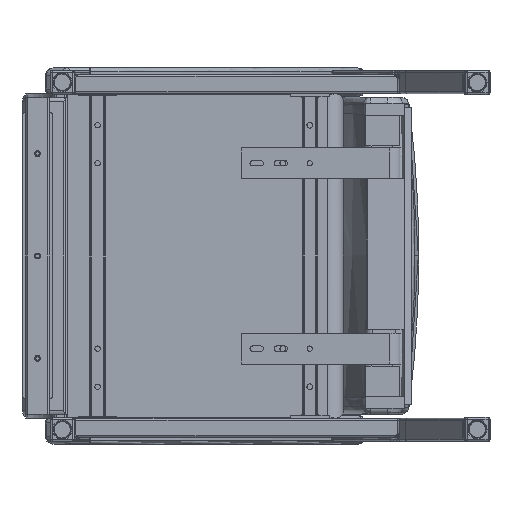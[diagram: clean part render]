
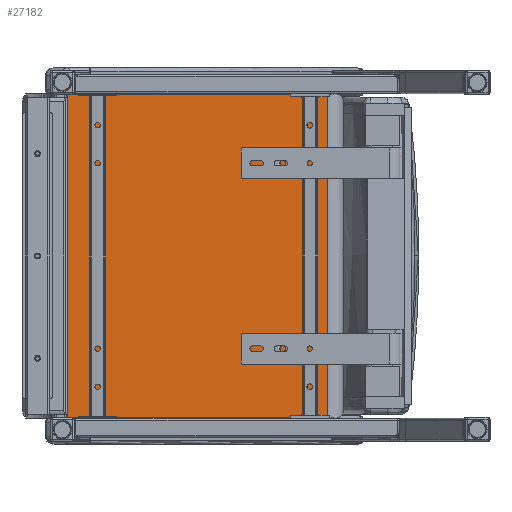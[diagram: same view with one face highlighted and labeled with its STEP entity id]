
A CAD part, front view. The second image highlights one B-rep face of the part: STEP entity #27182.
In plain terms, the highlighted planar face has unit normal (0, -1, 0).
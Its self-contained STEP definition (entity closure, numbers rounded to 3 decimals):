
#1473=PLANE('',#29674);
#4696=FACE_OUTER_BOUND('',#6610,.T.);
#6610=EDGE_LOOP('',(#21117,#21118,#21119,#21120));
#9196=LINE('',#56180,#10860);
#9212=LINE('',#56314,#10876);
#9218=LINE('',#56401,#10882);
#9219=LINE('',#56403,#10883);
#10860=VECTOR('',#33982,0.394);
#10876=VECTOR('',#34058,0.394);
#10882=VECTOR('',#34120,0.394);
#10883=VECTOR('',#34123,0.394);
#12949=VERTEX_POINT('',#56168);
#12950=VERTEX_POINT('',#56179);
#12974=VERTEX_POINT('',#56302);
#12975=VERTEX_POINT('',#56313);
#15789=EDGE_CURVE('',#12949,#12950,#9196,.T.);
#15828=EDGE_CURVE('',#12974,#12975,#9212,.T.);
#15853=EDGE_CURVE('',#12974,#12950,#9218,.T.);
#15854=EDGE_CURVE('',#12975,#12949,#9219,.T.);
#21117=ORIENTED_EDGE('',*,*,#15789,.F.);
#21118=ORIENTED_EDGE('',*,*,#15854,.F.);
#21119=ORIENTED_EDGE('',*,*,#15828,.F.);
#21120=ORIENTED_EDGE('',*,*,#15853,.T.);
#27182=ADVANCED_FACE('',(#4696),#1473,.T.);
#29674=AXIS2_PLACEMENT_3D('',#56402,#34121,#34122);
#33982=DIRECTION('',(1.,0.,0.));
#34058=DIRECTION('',(-1.,0.,0.));
#34120=DIRECTION('',(0.,0.,1.));
#34121=DIRECTION('center_axis',(0.,-1.,0.));
#34122=DIRECTION('ref_axis',(1.,0.,0.));
#34123=DIRECTION('',(0.,0.,1.));
#56168=CARTESIAN_POINT('',(-12.083,0.797,20.966));
#56179=CARTESIAN_POINT('',(4.791,0.797,20.966));
#56180=CARTESIAN_POINT('',(-9.146,0.797,20.966));
#56302=CARTESIAN_POINT('',(4.791,0.797,0.034));
#56313=CARTESIAN_POINT('',(-12.083,0.797,0.034));
#56314=CARTESIAN_POINT('',(-9.146,0.797,0.034));
#56401=CARTESIAN_POINT('',(4.791,0.797,0.));
#56402=CARTESIAN_POINT('Origin',(-12.083,0.797,0.));
#56403=CARTESIAN_POINT('',(-12.083,0.797,0.));
